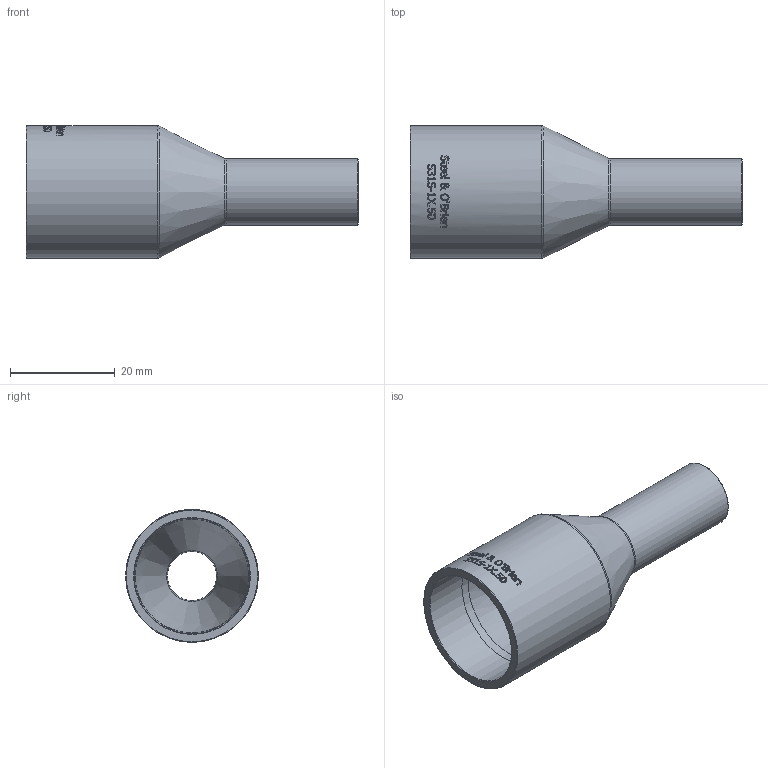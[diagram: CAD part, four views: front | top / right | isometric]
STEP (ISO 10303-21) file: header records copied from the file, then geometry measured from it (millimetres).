
FILE_DESCRIPTION(/* description */ (''),/* implementation_level */ '2;1');
FILE_NAME(/* name */ 'S31S-1X.50.stp',/* time_stamp */ '2018-11-20T11:54:40-05:00',/* author */ ('rick'),/* organization */ (''),/* preprocessor_version */ 'ST-DEVELOPER v15.2',/* originating_system */ 'Autodesk Inventor 2014',/* authorisation */ '');
FILE_SCHEMA (('AUTOMOTIVE_DESIGN { 1 0 10303 214 3 1 1 }'));
Length unit declared in the file: inch
Products named in the file (1): S31S-1X.50
Bounding box: 63.5 x 25.4 x 25.4 mm (x, y, z)
Volume: 8989.5 mm3; surface area: 6875.1 mm2
Topology: 1 solids, 1 shells, 389 faces, 1052 edges, 698 vertices
Faces by surface type: bspline 198, plane 145, cylinder 37, torus 7, cone 2
Full cylindrical faces by diameter (mm): 9.398 x1, 12.7 x1, 22.098 x1, 25.4 x1
Entity records: 15852 total; most frequent: CARTESIAN_POINT 7241, ORIENTED_EDGE 2078, DIRECTION 1210, EDGE_CURVE 1039, VERTEX_POINT 698, LINE 462, VECTOR 462, EDGE_LOOP 437
